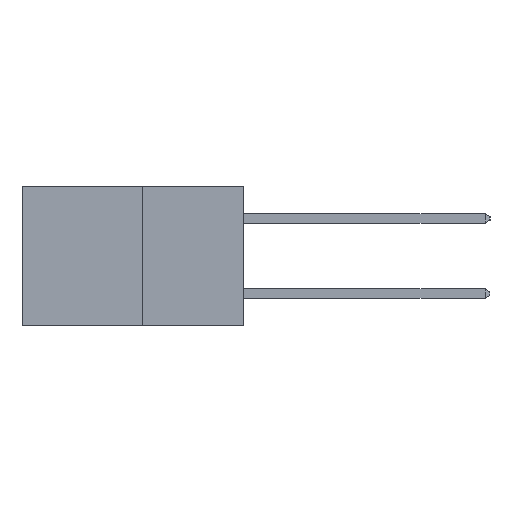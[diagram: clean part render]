
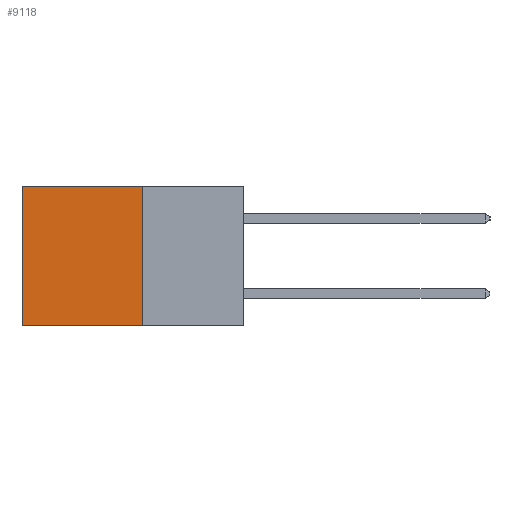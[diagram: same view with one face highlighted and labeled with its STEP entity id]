
A CAD part, left-side view. The second image highlights one B-rep face of the part: STEP entity #9118.
In plain terms, the highlighted planar face has unit normal (-1, 0, 0).
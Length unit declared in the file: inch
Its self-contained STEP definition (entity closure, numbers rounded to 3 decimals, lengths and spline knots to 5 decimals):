
#307 = EDGE_LOOP ( 'NONE', ( #13952, #11780, #2921, #10289 ) ) ;
#735 = LINE ( 'NONE', #10193, #10271 ) ;
#838 = EDGE_CURVE ( 'NONE', #1405, #14743, #10978, .T. ) ;
#1103 = DIRECTION ( 'NONE',  ( 1., 0., 0. ) ) ;
#1252 = VERTEX_POINT ( 'NONE', #3446 ) ;
#1405 = VERTEX_POINT ( 'NONE', #3583 ) ;
#2371 = VERTEX_POINT ( 'NONE', #6545 ) ;
#2921 = ORIENTED_EDGE ( 'NONE', *, *, #838, .F. ) ;
#3257 = EDGE_CURVE ( 'NONE', #14743, #1252, #12116, .T. ) ;
#3446 = CARTESIAN_POINT ( 'NONE',  ( 0.277, 0.59, -0.37 ) ) ;
#3583 = CARTESIAN_POINT ( 'NONE',  ( 0.277, 0.27, 0. ) ) ;
#3831 = VECTOR ( 'NONE', #9659, 39.37008 ) ;
#4236 = LINE ( 'NONE', #15500, #3831 ) ;
#5111 = AXIS2_PLACEMENT_3D ( 'NONE', #15663, #1103, #9835 ) ;
#5270 = DIRECTION ( 'NONE',  ( 0., 0., -1. ) ) ;
#5608 = VECTOR ( 'NONE', #13775, 39.37008 ) ;
#5849 = CARTESIAN_POINT ( 'NONE',  ( 0.277, 0.27, -0.37 ) ) ;
#6545 = CARTESIAN_POINT ( 'NONE',  ( 0.277, 0.59, 0. ) ) ;
#7308 = PLANE ( 'NONE',  #5111 ) ;
#7715 = VECTOR ( 'NONE', #11257, 39.37008 ) ;
#9118 = ADVANCED_FACE ( 'NONE', ( #11600 ), #7308, .F. ) ;
#9659 = DIRECTION ( 'NONE',  ( 0., 1., 0. ) ) ;
#9835 = DIRECTION ( 'NONE',  ( 0., 0., -1. ) ) ;
#10193 = CARTESIAN_POINT ( 'NONE',  ( 0.277, 0.59, -0.37 ) ) ;
#10271 = VECTOR ( 'NONE', #5270, 39.37008 ) ;
#10289 = ORIENTED_EDGE ( 'NONE', *, *, #10730, .T. ) ;
#10730 = EDGE_CURVE ( 'NONE', #1405, #2371, #4236, .T. ) ;
#10978 = LINE ( 'NONE', #5849, #7715 ) ;
#11257 = DIRECTION ( 'NONE',  ( 0., 0., -1. ) ) ;
#11600 = FACE_OUTER_BOUND ( 'NONE', #307, .T. ) ;
#11780 = ORIENTED_EDGE ( 'NONE', *, *, #3257, .F. ) ;
#12116 = LINE ( 'NONE', #14659, #5608 ) ;
#13775 = DIRECTION ( 'NONE',  ( 0., 1., 0. ) ) ;
#13952 = ORIENTED_EDGE ( 'NONE', *, *, #14757, .T. ) ;
#14659 = CARTESIAN_POINT ( 'NONE',  ( 0.277, 0.27, -0.37 ) ) ;
#14743 = VERTEX_POINT ( 'NONE', #14875 ) ;
#14757 = EDGE_CURVE ( 'NONE', #2371, #1252, #735, .T. ) ;
#14875 = CARTESIAN_POINT ( 'NONE',  ( 0.277, 0.27, -0.37 ) ) ;
#15500 = CARTESIAN_POINT ( 'NONE',  ( 0.277, 0.27, 0. ) ) ;
#15663 = CARTESIAN_POINT ( 'NONE',  ( 0.277, 0.27, -0.37 ) ) ;
